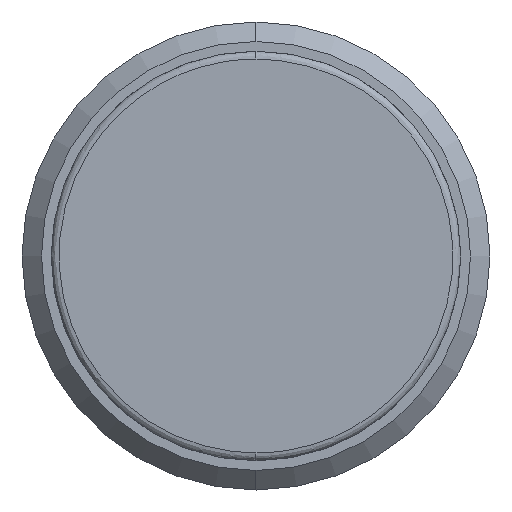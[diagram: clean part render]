
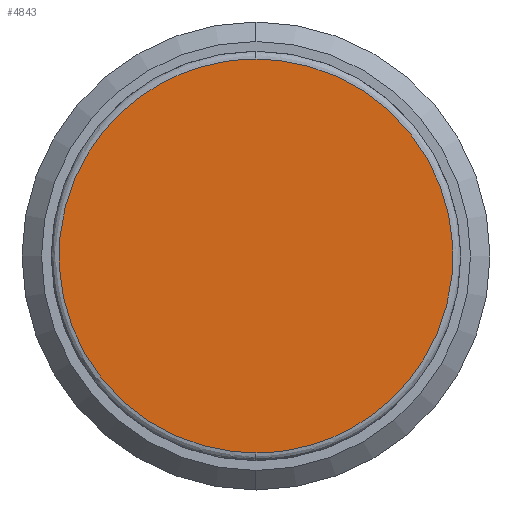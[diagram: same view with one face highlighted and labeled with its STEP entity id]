
A CAD part, left-side view. The second image highlights one B-rep face of the part: STEP entity #4843.
In plain terms, the highlighted planar face has unit normal (-1, 0, 0).
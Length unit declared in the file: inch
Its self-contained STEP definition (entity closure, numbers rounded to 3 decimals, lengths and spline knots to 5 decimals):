
#40 =( BOUNDED_CURVE ( )  B_SPLINE_CURVE ( 3, ( #1815, #5010, #5481, #1000 ),
 .UNSPECIFIED., .F., .F. ) 
 B_SPLINE_CURVE_WITH_KNOTS ( ( 4, 4 ),
 ( 0., 0.5 ),
 .UNSPECIFIED. ) 
 CURVE ( )  GEOMETRIC_REPRESENTATION_ITEM ( )  RATIONAL_B_SPLINE_CURVE ( ( 1., 0.333, 0.333, 1. ) ) 
 REPRESENTATION_ITEM ( '' )  );
#274 = ORIENTED_EDGE ( 'NONE', *, *, #4352, .F. ) ;
#337 = EDGE_CURVE ( 'NONE', #2356, #5070, #3522, .T. ) ;
#871 = CARTESIAN_POINT ( 'NONE',  ( -0.01969, 0., -0.19882 ) ) ;
#909 = FACE_OUTER_BOUND ( 'NONE', #2500, .T. ) ;
#1000 = CARTESIAN_POINT ( 'NONE',  ( -0.01969, 0., 0.19882 ) ) ;
#1075 = CARTESIAN_POINT ( 'NONE',  ( -0.01969, 0., 0.19882 ) ) ;
#1713 = CARTESIAN_POINT ( 'NONE',  ( -0.01969, -0.39764, 0.19882 ) ) ;
#1815 = CARTESIAN_POINT ( 'NONE',  ( -0.01969, 0., -0.19882 ) ) ;
#1996 = ORIENTED_EDGE ( 'NONE', *, *, #337, .F. ) ;
#2356 = VERTEX_POINT ( 'NONE', #1075 ) ;
#2500 = EDGE_LOOP ( 'NONE', ( #274, #1996 ) ) ;
#2817 = AXIS2_PLACEMENT_3D ( 'NONE', #2958, #3002, #3897 ) ;
#2958 = CARTESIAN_POINT ( 'NONE',  ( -0.01969, 0., 0. ) ) ;
#3002 = DIRECTION ( 'NONE',  ( 1., 0., 0. ) ) ;
#3117 = CARTESIAN_POINT ( 'NONE',  ( -0.01969, 0., -0.19882 ) ) ;
#3522 =( BOUNDED_CURVE ( )  B_SPLINE_CURVE ( 3, ( #5820, #1713, #4943, #871 ),
 .UNSPECIFIED., .F., .F. ) 
 B_SPLINE_CURVE_WITH_KNOTS ( ( 4, 4 ),
 ( 0.5, 1. ),
 .UNSPECIFIED. ) 
 CURVE ( )  GEOMETRIC_REPRESENTATION_ITEM ( )  RATIONAL_B_SPLINE_CURVE ( ( 1., 0.333, 0.333, 1. ) ) 
 REPRESENTATION_ITEM ( '' )  );
#3897 = DIRECTION ( 'NONE',  ( 0., 0., -1. ) ) ;
#4352 = EDGE_CURVE ( 'NONE', #5070, #2356, #40, .T. ) ;
#4843 = ADVANCED_FACE ( 'NONE', ( #909 ), #5650, .F. ) ;
#4943 = CARTESIAN_POINT ( 'NONE',  ( -0.01969, -0.39764, -0.19882 ) ) ;
#5010 = CARTESIAN_POINT ( 'NONE',  ( -0.01969, 0.39764, -0.19882 ) ) ;
#5070 = VERTEX_POINT ( 'NONE', #3117 ) ;
#5481 = CARTESIAN_POINT ( 'NONE',  ( -0.01969, 0.39764, 0.19882 ) ) ;
#5650 = PLANE ( 'NONE',  #2817 ) ;
#5820 = CARTESIAN_POINT ( 'NONE',  ( -0.01969, 0., 0.19882 ) ) ;
